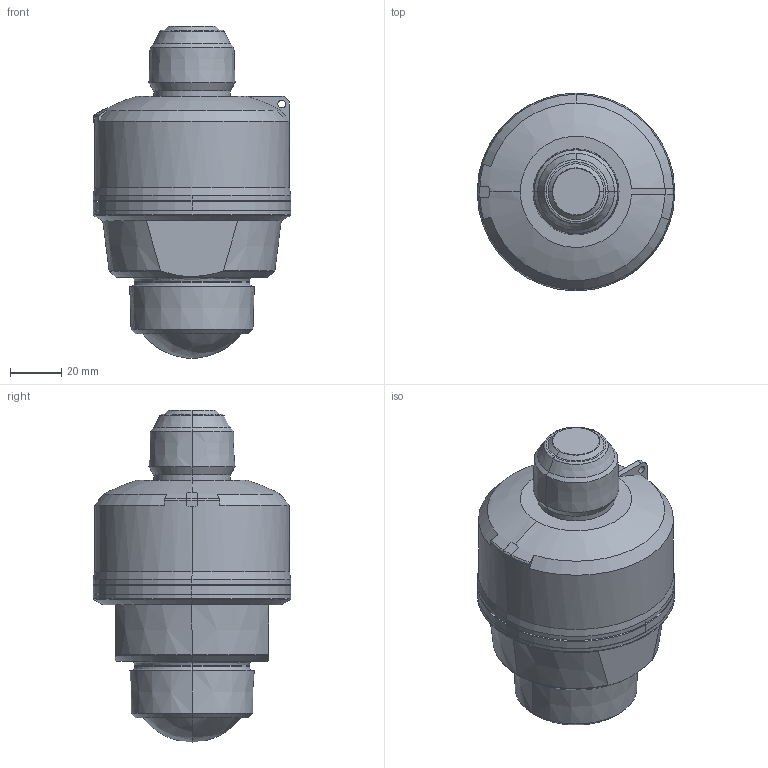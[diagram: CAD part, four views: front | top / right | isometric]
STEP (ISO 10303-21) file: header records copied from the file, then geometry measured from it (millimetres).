
FILE_DESCRIPTION (( 'STEP AP214' ), '1' );
FILE_NAME ('FMR20B-12X0_0.STEP', '2025-07-08T00:50:28', ( '' ), ( '' ), 'SwSTEP 2.0', 'SolidWorks 2024', '' );
FILE_SCHEMA (( 'AUTOMOTIVE_DESIGN' ));
Length unit declared in the file: inch
Products named in the file (1): FMR20B-12X0_0
Bounding box: 77 x 77 x 129.42 mm (x, y, z)
Volume: 347183.2 mm3; surface area: 30397.9 mm2
Topology: 1 solids, 1 shells, 100 faces, 227 edges, 137 vertices
Faces by surface type: cone 33, cylinder 25, plane 22, bspline 20
Entity records: 3769 total; most frequent: CARTESIAN_POINT 1567, DIRECTION 462, ORIENTED_EDGE 454, EDGE_CURVE 227, AXIS2_PLACEMENT_3D 194, VERTEX_POINT 137, CIRCLE 113, EDGE_LOOP 110
